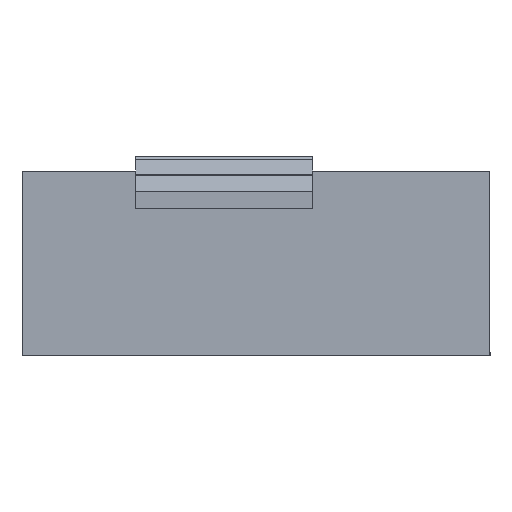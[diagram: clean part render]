
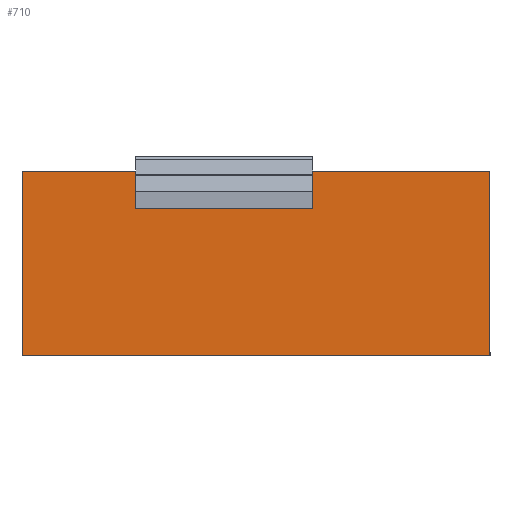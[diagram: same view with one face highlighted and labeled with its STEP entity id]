
A CAD part, front view. The second image highlights one B-rep face of the part: STEP entity #710.
In plain terms, the highlighted face is planar.
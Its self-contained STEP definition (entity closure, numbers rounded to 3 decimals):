
#40 = VERTEX_POINT ( 'NONE', #1123 ) ;
#58 = EDGE_CURVE ( 'NONE', #1842, #304, #2550, .T. ) ;
#88 = LINE ( 'NONE', #1724, #1119 ) ;
#97 = CARTESIAN_POINT ( 'NONE',  ( 9.955, -28.705, 45. ) ) ;
#140 = ORIENTED_EDGE ( 'NONE', *, *, #58, .F. ) ;
#175 = DIRECTION ( 'NONE',  ( -1., 0., 0. ) ) ;
#217 = DIRECTION ( 'NONE',  ( 1., 0., 0. ) ) ;
#224 = VECTOR ( 'NONE', #1893, 1000. ) ;
#267 = CARTESIAN_POINT ( 'NONE',  ( 20., -27.205, 45. ) ) ;
#280 = CARTESIAN_POINT ( 'NONE',  ( 8.5, -71.775, 45. ) ) ;
#292 = DIRECTION ( 'NONE',  ( 0., 1., 0. ) ) ;
#304 = VERTEX_POINT ( 'NONE', #1234 ) ;
#332 = EDGE_LOOP ( 'NONE', ( #1076, #2334, #574, #1775, #731, #1421, #140, #2053 ) ) ;
#347 = CARTESIAN_POINT ( 'NONE',  ( 13., 0., 45. ) ) ;
#471 = EDGE_CURVE ( 'NONE', #304, #1542, #1209, .T. ) ;
#539 = CARTESIAN_POINT ( 'NONE',  ( 27., -71.775, 45. ) ) ;
#569 = VERTEX_POINT ( 'NONE', #1195 ) ;
#574 = ORIENTED_EDGE ( 'NONE', *, *, #1533, .F. ) ;
#589 = VECTOR ( 'NONE', #292, 1000. ) ;
#671 = DIRECTION ( 'NONE',  ( 0., -1., 0. ) ) ;
#686 = EDGE_CURVE ( 'NONE', #569, #40, #1181, .T. ) ;
#710 = ADVANCED_FACE ( 'NONE', ( #1061 ), #1009, .F. ) ;
#731 = ORIENTED_EDGE ( 'NONE', *, *, #2423, .F. ) ;
#773 = VECTOR ( 'NONE', #217, 1000. ) ;
#795 = EDGE_CURVE ( 'NONE', #1263, #2137, #2031, .T. ) ;
#863 = EDGE_CURVE ( 'NONE', #569, #1842, #1716, .T. ) ;
#953 = DIRECTION ( 'NONE',  ( 0., -1., 0. ) ) ;
#995 = VECTOR ( 'NONE', #2344, 1000. ) ;
#1009 = PLANE ( 'NONE',  #1158 ) ;
#1061 = FACE_OUTER_BOUND ( 'NONE', #332, .T. ) ;
#1076 = ORIENTED_EDGE ( 'NONE', *, *, #686, .T. ) ;
#1119 = VECTOR ( 'NONE', #1318, 1000. ) ;
#1123 = CARTESIAN_POINT ( 'NONE',  ( 8.5, -27.205, 45. ) ) ;
#1158 = AXIS2_PLACEMENT_3D ( 'NONE', #1813, #1966, #175 ) ;
#1178 = VECTOR ( 'NONE', #953, 1000. ) ;
#1181 = LINE ( 'NONE', #1902, #1840 ) ;
#1188 = CARTESIAN_POINT ( 'NONE',  ( 13., -28.705, 45. ) ) ;
#1195 = CARTESIAN_POINT ( 'NONE',  ( 13., -27.205, 45. ) ) ;
#1209 = LINE ( 'NONE', #1482, #589 ) ;
#1211 = CARTESIAN_POINT ( 'NONE',  ( 20., -27.205, 45. ) ) ;
#1234 = CARTESIAN_POINT ( 'NONE',  ( 20., -28.705, 45. ) ) ;
#1263 = VERTEX_POINT ( 'NONE', #1793 ) ;
#1318 = DIRECTION ( 'NONE',  ( -1., 0., 0. ) ) ;
#1421 = ORIENTED_EDGE ( 'NONE', *, *, #471, .F. ) ;
#1422 = EDGE_CURVE ( 'NONE', #40, #1453, #1447, .T. ) ;
#1447 = LINE ( 'NONE', #280, #1954 ) ;
#1453 = VERTEX_POINT ( 'NONE', #2280 ) ;
#1482 = CARTESIAN_POINT ( 'NONE',  ( 20., -71.775, 45. ) ) ;
#1524 = CARTESIAN_POINT ( 'NONE',  ( 27., -34.502, 45. ) ) ;
#1533 = EDGE_CURVE ( 'NONE', #2137, #1453, #88, .T. ) ;
#1542 = VERTEX_POINT ( 'NONE', #267 ) ;
#1716 = LINE ( 'NONE', #347, #1178 ) ;
#1724 = CARTESIAN_POINT ( 'NONE',  ( 15., -34.502, 45. ) ) ;
#1775 = ORIENTED_EDGE ( 'NONE', *, *, #795, .F. ) ;
#1793 = CARTESIAN_POINT ( 'NONE',  ( 27., -27.205, 45. ) ) ;
#1813 = CARTESIAN_POINT ( 'NONE',  ( 9.955, -71.775, 45. ) ) ;
#1840 = VECTOR ( 'NONE', #2281, 1000. ) ;
#1842 = VERTEX_POINT ( 'NONE', #1188 ) ;
#1893 = DIRECTION ( 'NONE',  ( 1., 0., 0. ) ) ;
#1902 = CARTESIAN_POINT ( 'NONE',  ( 9.955, -27.205, 45. ) ) ;
#1954 = VECTOR ( 'NONE', #671, 1000. ) ;
#1966 = DIRECTION ( 'NONE',  ( 0., 0., -1. ) ) ;
#2031 = LINE ( 'NONE', #539, #995 ) ;
#2053 = ORIENTED_EDGE ( 'NONE', *, *, #863, .F. ) ;
#2056 = LINE ( 'NONE', #1211, #773 ) ;
#2137 = VERTEX_POINT ( 'NONE', #1524 ) ;
#2280 = CARTESIAN_POINT ( 'NONE',  ( 8.5, -34.502, 45. ) ) ;
#2281 = DIRECTION ( 'NONE',  ( -1., 0., 0. ) ) ;
#2334 = ORIENTED_EDGE ( 'NONE', *, *, #1422, .T. ) ;
#2344 = DIRECTION ( 'NONE',  ( 0., -1., 0. ) ) ;
#2423 = EDGE_CURVE ( 'NONE', #1542, #1263, #2056, .T. ) ;
#2550 = LINE ( 'NONE', #97, #224 ) ;
